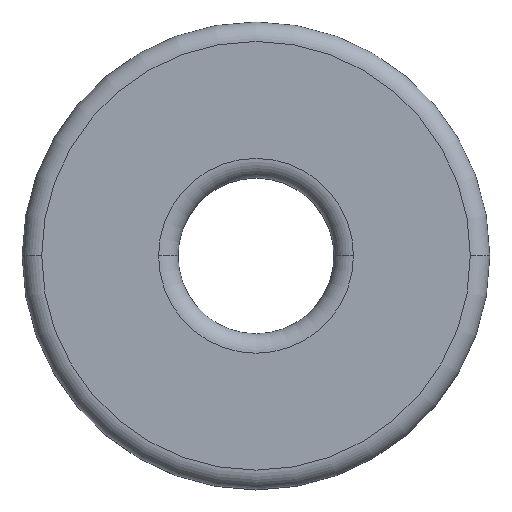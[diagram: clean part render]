
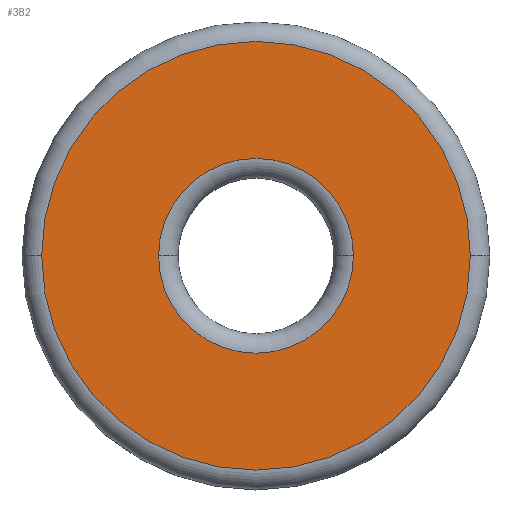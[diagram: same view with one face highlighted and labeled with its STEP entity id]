
A CAD part, top view. The second image highlights one B-rep face of the part: STEP entity #382.
In plain terms, the highlighted planar face has unit normal (0, 0, 1).
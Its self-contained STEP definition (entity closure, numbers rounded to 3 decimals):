
#35 = FACE_BOUND ( 'NONE', #426, .T. ) ;
#49 = CARTESIAN_POINT ( 'NONE',  ( -1.25, 0., 3. ) ) ;
#52 = EDGE_CURVE ( 'NONE', #211, #274, #435, .T. ) ;
#77 = DIRECTION ( 'NONE',  ( 0., 0., -1. ) ) ;
#80 = DIRECTION ( 'NONE',  ( 1., 0., 0. ) ) ;
#88 = CARTESIAN_POINT ( 'NONE',  ( 0., 0., 3. ) ) ;
#109 = CARTESIAN_POINT ( 'NONE',  ( 0., 0., 3. ) ) ;
#111 = DIRECTION ( 'NONE',  ( 1., 0., 0. ) ) ;
#113 = DIRECTION ( 'NONE',  ( 0., 0., -1. ) ) ;
#120 = PLANE ( 'NONE',  #391 ) ;
#121 = FACE_OUTER_BOUND ( 'NONE', #207, .T. ) ;
#122 = EDGE_CURVE ( 'NONE', #274, #211, #434, .T. ) ;
#193 = DIRECTION ( 'NONE',  ( 1., 0., 0. ) ) ;
#195 = CARTESIAN_POINT ( 'NONE',  ( 0., 0., 3. ) ) ;
#203 = CARTESIAN_POINT ( 'NONE',  ( 1.25, 0., 3. ) ) ;
#206 = CARTESIAN_POINT ( 'NONE',  ( 2.75, 0., 3. ) ) ;
#207 = EDGE_LOOP ( 'NONE', ( #356, #266 ) ) ;
#211 = VERTEX_POINT ( 'NONE', #49 ) ;
#215 = AXIS2_PLACEMENT_3D ( 'NONE', #109, #77, #350 ) ;
#223 = CARTESIAN_POINT ( 'NONE',  ( 0., 0., 3. ) ) ;
#230 = AXIS2_PLACEMENT_3D ( 'NONE', #88, #406, #240 ) ;
#239 = AXIS2_PLACEMENT_3D ( 'NONE', #429, #256, #111 ) ;
#240 = DIRECTION ( 'NONE',  ( 1., 0., 0. ) ) ;
#251 = CIRCLE ( 'NONE', #239, 2.75 ) ;
#256 = DIRECTION ( 'NONE',  ( 0., 0., 1. ) ) ;
#264 = DIRECTION ( 'NONE',  ( 0., 0., 1. ) ) ;
#266 = ORIENTED_EDGE ( 'NONE', *, *, #438, .T. ) ;
#269 = EDGE_CURVE ( 'NONE', #277, #422, #445, .T. ) ;
#274 = VERTEX_POINT ( 'NONE', #203 ) ;
#277 = VERTEX_POINT ( 'NONE', #206 ) ;
#295 = AXIS2_PLACEMENT_3D ( 'NONE', #223, #113, #80 ) ;
#319 = ORIENTED_EDGE ( 'NONE', *, *, #52, .T. ) ;
#350 = DIRECTION ( 'NONE',  ( 1., 0., 0. ) ) ;
#356 = ORIENTED_EDGE ( 'NONE', *, *, #269, .T. ) ;
#358 = CARTESIAN_POINT ( 'NONE',  ( -2.75, 0., 3. ) ) ;
#382 = ADVANCED_FACE ( 'NONE', ( #35, #121 ), #120, .T. ) ;
#383 = ORIENTED_EDGE ( 'NONE', *, *, #122, .T. ) ;
#391 = AXIS2_PLACEMENT_3D ( 'NONE', #195, #264, #193 ) ;
#406 = DIRECTION ( 'NONE',  ( 0., 0., 1. ) ) ;
#422 = VERTEX_POINT ( 'NONE', #358 ) ;
#426 = EDGE_LOOP ( 'NONE', ( #383, #319 ) ) ;
#429 = CARTESIAN_POINT ( 'NONE',  ( 0., 0., 3. ) ) ;
#434 = CIRCLE ( 'NONE', #295, 1.25 ) ;
#435 = CIRCLE ( 'NONE', #215, 1.25 ) ;
#438 = EDGE_CURVE ( 'NONE', #422, #277, #251, .T. ) ;
#445 = CIRCLE ( 'NONE', #230, 2.75 ) ;
